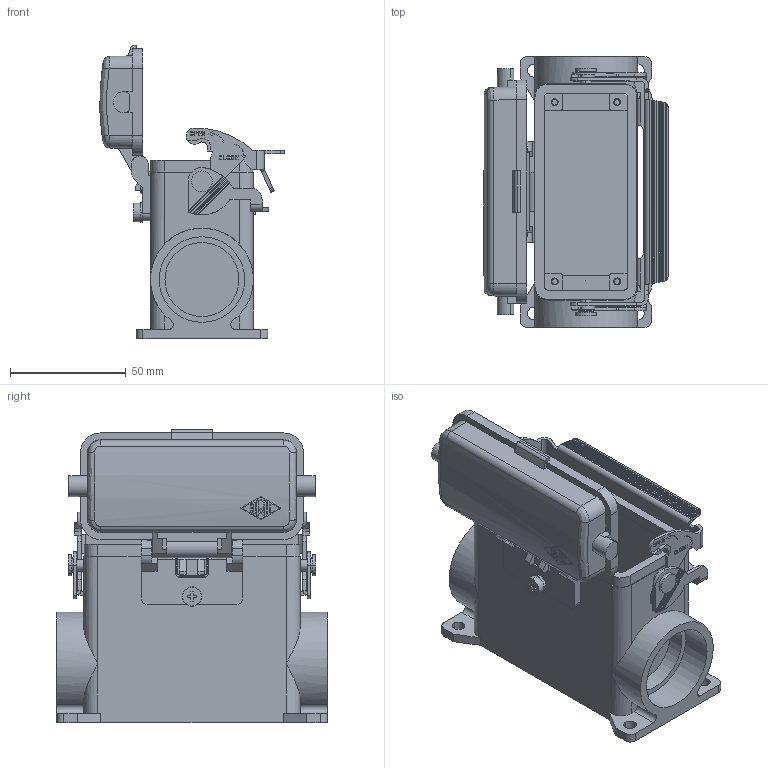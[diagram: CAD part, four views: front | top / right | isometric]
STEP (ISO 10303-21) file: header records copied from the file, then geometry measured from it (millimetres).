
FILE_DESCRIPTION(('Creo Elements/Direct Modeling STEP Export'),'2;1');
FILE_NAME('0ln7uvk4ql4t8j93272','2019-05-10T 9:53:05',(''),(''),'PTC Creo Elements/Direct Modeling STEP processor for AP214 (Solid Model)','PTC Creo Elements/Direct Modeling 19.0E 27-Jun-2016 (C) Parametric Technology GmbH','');
FILE_SCHEMA(('AUTOMOTIVE_DESIGN { 1 0 10303 214 1 1 1 1 }'));
Length unit declared in the file: millimetre
Products named in the file (2): CVAP_16LSP29
Assembly tree (1 placements, depth 2):
  CVAP_16LSP29
    CVAP_16LSP29
Bounding box: 79.6 x 117 x 126.73 mm (x, y, z)
Volume: 146404.5 mm3; surface area: 86683.8 mm2
Topology: 1 solids, 1 shells, 621 faces, 2190 edges, 1628 vertices
Faces by surface type: plane 384, cylinder 213, bspline 14, torus 10
Entity records: 29593 total; most frequent: CARTESIAN_POINT 10316, ORIENTED_EDGE 4380, DIRECTION 3570, EDGE_CURVE 2190, VERTEX_POINT 1628, VECTOR 1550, LINE 1541, AXIS2_PLACEMENT_3D 1010
